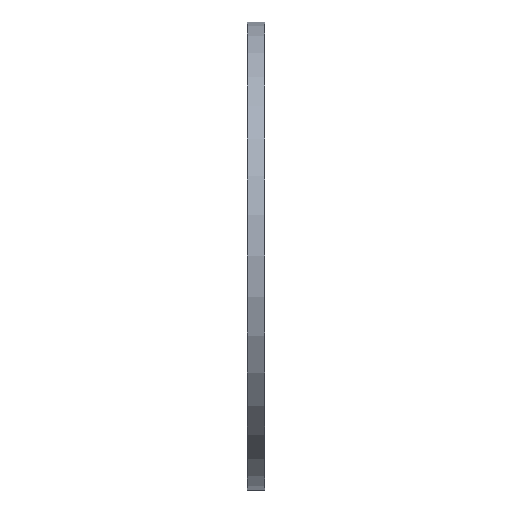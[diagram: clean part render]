
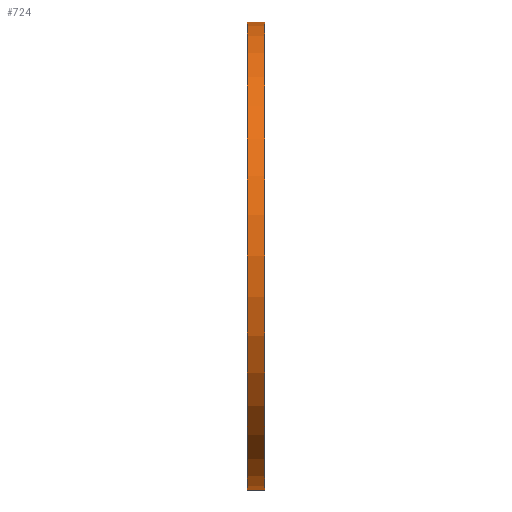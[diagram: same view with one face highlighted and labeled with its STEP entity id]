
A CAD part, left-side view. The second image highlights one B-rep face of the part: STEP entity #724.
In plain terms, the highlighted cylindrical face has radius 197.5 mm (diameter 395 mm), a partial arc.
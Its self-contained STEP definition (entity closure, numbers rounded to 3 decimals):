
#13 = DIRECTION ( 'NONE',  ( 0., 1., 0. ) ) ;
#52 = VERTEX_POINT ( 'NONE', #887 ) ;
#87 = EDGE_LOOP ( 'NONE', ( #400, #466, #589, #498 ) ) ;
#99 = VECTOR ( 'NONE', #698, 1000. ) ;
#110 = EDGE_CURVE ( 'NONE', #649, #331, #860, .T. ) ;
#114 = DIRECTION ( 'NONE',  ( 0., 1., 0. ) ) ;
#171 = DIRECTION ( 'NONE',  ( 0., 0., 1. ) ) ;
#252 = DIRECTION ( 'NONE',  ( 0., 1., 0. ) ) ;
#257 = DIRECTION ( 'NONE',  ( 0., 0., 1. ) ) ;
#331 = VERTEX_POINT ( 'NONE', #1038 ) ;
#332 = LINE ( 'NONE', #499, #1032 ) ;
#336 = CARTESIAN_POINT ( 'NONE',  ( 0., 0., 197.5 ) ) ;
#397 = AXIS2_PLACEMENT_3D ( 'NONE', #592, #114, #257 ) ;
#400 = ORIENTED_EDGE ( 'NONE', *, *, #897, .F. ) ;
#425 = FACE_OUTER_BOUND ( 'NONE', #87, .T. ) ;
#440 = CARTESIAN_POINT ( 'NONE',  ( 0., 38.545, 0. ) ) ;
#466 = ORIENTED_EDGE ( 'NONE', *, *, #710, .T. ) ;
#498 = ORIENTED_EDGE ( 'NONE', *, *, #110, .F. ) ;
#499 = CARTESIAN_POINT ( 'NONE',  ( 0., 38.545, 197.5 ) ) ;
#588 = CIRCLE ( 'NONE', #397, 197.5 ) ;
#589 = ORIENTED_EDGE ( 'NONE', *, *, #1018, .T. ) ;
#592 = CARTESIAN_POINT ( 'NONE',  ( 0., 0., 0. ) ) ;
#607 = CYLINDRICAL_SURFACE ( 'NONE', #993, 197.5 ) ;
#649 = VERTEX_POINT ( 'NONE', #745 ) ;
#698 = DIRECTION ( 'NONE',  ( 0., 1., 0. ) ) ;
#710 = EDGE_CURVE ( 'NONE', #52, #1003, #588, .T. ) ;
#724 = ADVANCED_FACE ( 'NONE', ( #425 ), #607, .T. ) ;
#728 = DIRECTION ( 'NONE',  ( 0., 1., 0. ) ) ;
#737 = CARTESIAN_POINT ( 'NONE',  ( 0., 15., 0. ) ) ;
#745 = CARTESIAN_POINT ( 'NONE',  ( 0., 15., -197.5 ) ) ;
#786 = CARTESIAN_POINT ( 'NONE',  ( 0., 38.545, -197.5 ) ) ;
#844 = AXIS2_PLACEMENT_3D ( 'NONE', #737, #728, #171 ) ;
#860 = CIRCLE ( 'NONE', #844, 197.5 ) ;
#887 = CARTESIAN_POINT ( 'NONE',  ( 0., 0., -197.5 ) ) ;
#897 = EDGE_CURVE ( 'NONE', #52, #649, #961, .T. ) ;
#961 = LINE ( 'NONE', #786, #99 ) ;
#993 = AXIS2_PLACEMENT_3D ( 'NONE', #440, #13, #1011 ) ;
#1003 = VERTEX_POINT ( 'NONE', #336 ) ;
#1011 = DIRECTION ( 'NONE',  ( 0., 0., 1. ) ) ;
#1018 = EDGE_CURVE ( 'NONE', #1003, #331, #332, .T. ) ;
#1032 = VECTOR ( 'NONE', #252, 1000. ) ;
#1038 = CARTESIAN_POINT ( 'NONE',  ( 0., 15., 197.5 ) ) ;
